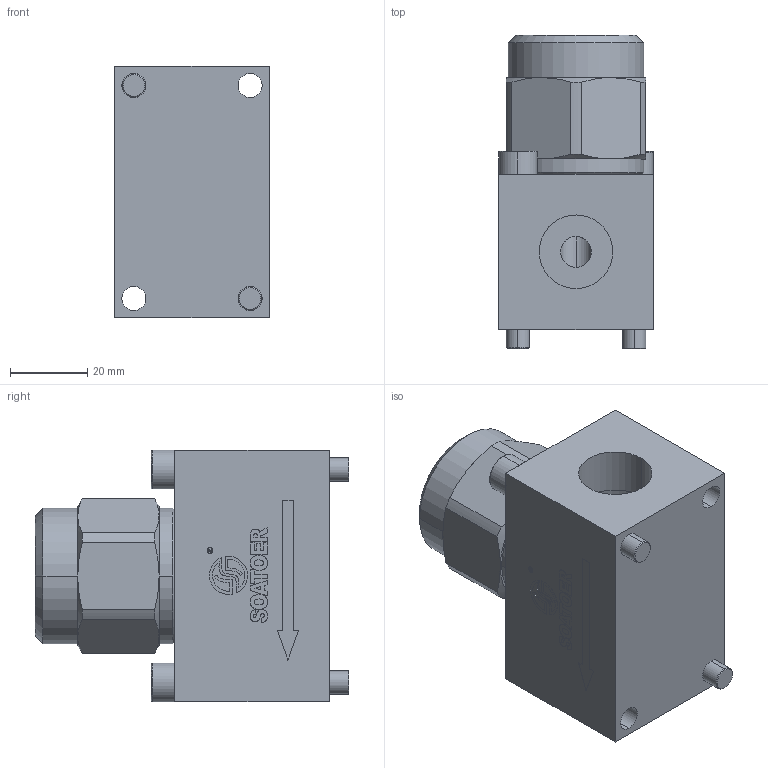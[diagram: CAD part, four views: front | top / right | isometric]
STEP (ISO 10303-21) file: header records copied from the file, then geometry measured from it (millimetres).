
FILE_DESCRIPTION (( 'STEP AP203' ), '1' );
FILE_NAME ('300米徹薦ん.STEP', '2022-04-26T01:40:34', ( '' ), ( '' ), 'SwSTEP 2.0', 'SolidWorks 2016', '' );
FILE_SCHEMA (( 'CONFIG_CONTROL_DESIGN' ));
Length unit declared in the file: millimetre
Products named in the file (1): 300米徹薦ん
Bounding box: 40 x 81 x 65 mm (x, y, z)
Volume: 110879.8 mm3; surface area: 39997.5 mm2
Topology: 7 solids, 7 shells, 556 faces, 1437 edges, 931 vertices
Faces by surface type: plane 248, bspline 196, cylinder 58, cone 38, torus 16
Entity records: 19920 total; most frequent: CARTESIAN_POINT 7566, ORIENTED_EDGE 2854, DIRECTION 1911, EDGE_CURVE 1427, VERTEX_POINT 931, LINE 815, VECTOR 815, EDGE_LOOP 620
